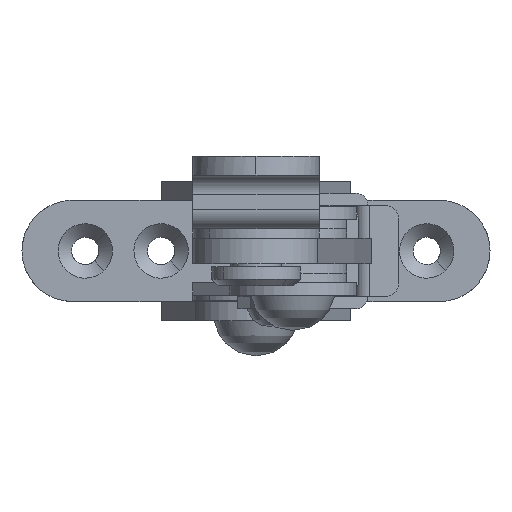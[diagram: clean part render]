
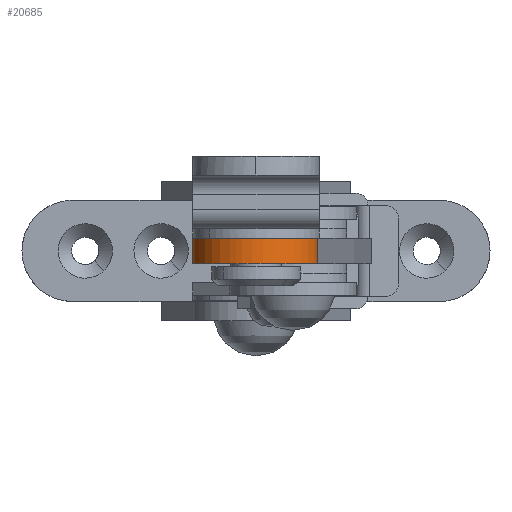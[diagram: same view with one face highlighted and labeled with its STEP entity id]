
A CAD part, left-side view. The second image highlights one B-rep face of the part: STEP entity #20685.
In plain terms, the highlighted free-form (B-spline) face has degree [1, 2] with [2, 5] control points.
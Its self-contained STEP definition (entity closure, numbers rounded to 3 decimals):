
#20036=CARTESIAN_POINT('',(-202.274,-9.738,-2.0));
#20037=VERTEX_POINT('',#20036);
#20051=CARTESIAN_POINT('',(-209.738,2.274,-2.0));
#20052=VERTEX_POINT('',#20051);
#20053=CARTESIAN_POINT('',(-209.738,2.274,-2.0));
#20054=CARTESIAN_POINT('',(-209.878,1.676,-2.));
#20055=CARTESIAN_POINT('',(-210.069,0.292,-2.));
#20056=CARTESIAN_POINT('',(-209.911,-1.926,-2.));
#20057=CARTESIAN_POINT('',(-209.193,-4.163,-2.));
#20058=CARTESIAN_POINT('',(-208.064,-6.029,-2.));
#20059=CARTESIAN_POINT('',(-206.642,-7.568,-2.));
#20060=CARTESIAN_POINT('',(-204.769,-8.911,-2.));
#20061=CARTESIAN_POINT('',(-203.19,-9.525,-2.));
#20062=CARTESIAN_POINT('',(-202.274,-9.738,-2.0));
#20063=B_SPLINE_CURVE_WITH_KNOTS('',3,(#20053,#20054,#20055,#20056,#20057,#20058,#20059,#20060,#20061,#20062),.UNSPECIFIED.,.F.,.U.,(4,1,1,1,1,1,1,4),(0.,1.841,4.172,6.627,8.836,10.677,12.886,15.708),.UNSPECIFIED.);
#20064=EDGE_CURVE('',#20052,#20037,#20063,.T.);
#20066=CARTESIAN_POINT('',(-197.726,9.738,-2.0));
#20067=VERTEX_POINT('',#20066);
#20068=CARTESIAN_POINT('',(-197.726,9.738,-2.0));
#20069=CARTESIAN_POINT('',(-198.523,9.924,-2.));
#20070=CARTESIAN_POINT('',(-199.916,10.073,-2.));
#20071=CARTESIAN_POINT('',(-201.795,9.881,-2.));
#20072=CARTESIAN_POINT('',(-203.697,9.372,-2.));
#20073=CARTESIAN_POINT('',(-205.611,8.4,-2.));
#20074=CARTESIAN_POINT('',(-207.319,6.914,-2.));
#20075=CARTESIAN_POINT('',(-208.816,4.956,-2.));
#20076=CARTESIAN_POINT('',(-209.488,3.349,-2.));
#20077=CARTESIAN_POINT('',(-209.738,2.274,-2.0));
#20078=B_SPLINE_CURVE_WITH_KNOTS('',3,(#20068,#20069,#20070,#20071,#20072,#20073,#20074,#20075,#20076,#20077),.UNSPECIFIED.,.F.,.U.,(4,1,1,1,1,1,1,4),(0.,2.454,4.172,5.645,8.345,10.554,12.395,15.708),.UNSPECIFIED.);
#20079=EDGE_CURVE('',#20067,#20052,#20078,.T.);
#20190=CARTESIAN_POINT('',(-197.726,9.738,2.0));
#20191=VERTEX_POINT('',#20190);
#20205=CARTESIAN_POINT('',(-209.738,2.274,2.0));
#20206=VERTEX_POINT('',#20205);
#20207=CARTESIAN_POINT('',(-197.726,9.738,2.0));
#20208=CARTESIAN_POINT('',(-198.523,9.924,2.));
#20209=CARTESIAN_POINT('',(-199.916,10.073,2.));
#20210=CARTESIAN_POINT('',(-201.795,9.881,2.));
#20211=CARTESIAN_POINT('',(-203.697,9.372,2.));
#20212=CARTESIAN_POINT('',(-205.611,8.4,2.));
#20213=CARTESIAN_POINT('',(-207.319,6.914,2.));
#20214=CARTESIAN_POINT('',(-208.816,4.956,2.));
#20215=CARTESIAN_POINT('',(-209.488,3.349,2.));
#20216=CARTESIAN_POINT('',(-209.738,2.274,2.0));
#20217=B_SPLINE_CURVE_WITH_KNOTS('',3,(#20207,#20208,#20209,#20210,#20211,#20212,#20213,#20214,#20215,#20216),.UNSPECIFIED.,.F.,.U.,(4,1,1,1,1,1,1,4),(0.,2.454,4.172,5.645,8.345,10.554,12.395,15.708),.UNSPECIFIED.);
#20218=EDGE_CURVE('',#20191,#20206,#20217,.T.);
#20220=CARTESIAN_POINT('',(-202.274,-9.738,2.0));
#20221=VERTEX_POINT('',#20220);
#20222=CARTESIAN_POINT('',(-209.738,2.274,2.0));
#20223=CARTESIAN_POINT('',(-209.878,1.676,2.));
#20224=CARTESIAN_POINT('',(-210.069,0.292,2.));
#20225=CARTESIAN_POINT('',(-209.911,-1.926,2.));
#20226=CARTESIAN_POINT('',(-209.193,-4.163,2.));
#20227=CARTESIAN_POINT('',(-208.064,-6.029,2.));
#20228=CARTESIAN_POINT('',(-206.642,-7.568,2.));
#20229=CARTESIAN_POINT('',(-204.769,-8.911,2.));
#20230=CARTESIAN_POINT('',(-203.19,-9.525,2.));
#20231=CARTESIAN_POINT('',(-202.274,-9.738,2.0));
#20232=B_SPLINE_CURVE_WITH_KNOTS('',3,(#20222,#20223,#20224,#20225,#20226,#20227,#20228,#20229,#20230,#20231),.UNSPECIFIED.,.F.,.U.,(4,1,1,1,1,1,1,4),(0.,1.841,4.172,6.627,8.836,10.677,12.886,15.708),.UNSPECIFIED.);
#20233=EDGE_CURVE('',#20206,#20221,#20232,.T.);
#20647=CARTESIAN_POINT('',(-202.274,-9.738,2.0));
#20648=CARTESIAN_POINT('',(-202.274,-9.738,-2.0));
#20649=QUASI_UNIFORM_CURVE('',1,(#20647,#20648),.UNSPECIFIED.,.F.,.U.);
#20650=EDGE_CURVE('',#20221,#20037,#20649,.T.);
#20655=CARTESIAN_POINT('',(-197.472,9.675,2.1));
#20656=CARTESIAN_POINT('',(-197.472,9.675,-2.103));
#20657=CARTESIAN_POINT('',(-207.491,12.293,2.1));
#20658=CARTESIAN_POINT('',(-207.491,12.293,-2.103));
#20659=CARTESIAN_POINT('',(-209.758,2.188,2.1));
#20660=CARTESIAN_POINT('',(-209.758,2.188,-2.103));
#20661=CARTESIAN_POINT('',(-212.024,-7.916,2.1));
#20662=CARTESIAN_POINT('',(-212.024,-7.916,-2.103));
#20663=CARTESIAN_POINT('',(-201.847,-9.828,2.1));
#20664=CARTESIAN_POINT('',(-201.847,-9.828,-2.103));
#20672=(BOUNDED_SURFACE()B_SPLINE_SURFACE(1,2,((#20655,#20657,#20659,#20661,#20663),(#20656,#20658,#20660,#20662,#20664)),.UNSPECIFIED.,.F.,.F.,.U.)B_SPLINE_SURFACE_WITH_KNOTS((2,2),(3,2,3),(0.0,4.203),(0.0,16.979,33.958),.UNSPECIFIED.)GEOMETRIC_REPRESENTATION_ITEM()RATIONAL_B_SPLINE_SURFACE(((1.0,0.695,1.0,0.695,1.0),(1.0,0.695,1.0,0.695,1.0)))REPRESENTATION_ITEM('')SURFACE());
#20673=ORIENTED_EDGE('',*,*,#20079,.T.);
#20674=ORIENTED_EDGE('',*,*,#20064,.T.);
#20675=ORIENTED_EDGE('',*,*,#20650,.F.);
#20676=ORIENTED_EDGE('',*,*,#20233,.F.);
#20677=ORIENTED_EDGE('',*,*,#20218,.F.);
#20678=CARTESIAN_POINT('',(-197.726,9.738,2.0));
#20679=CARTESIAN_POINT('',(-197.726,9.738,-2.0));
#20680=QUASI_UNIFORM_CURVE('',1,(#20678,#20679),.UNSPECIFIED.,.F.,.U.);
#20681=EDGE_CURVE('',#20191,#20067,#20680,.T.);
#20682=ORIENTED_EDGE('',*,*,#20681,.T.);
#20683=EDGE_LOOP('',(#20673,#20674,#20675,#20676,#20677,#20682));
#20684=FACE_OUTER_BOUND('',#20683,.T.);
#20685=ADVANCED_FACE('',(#20684),#20672,.T.);
